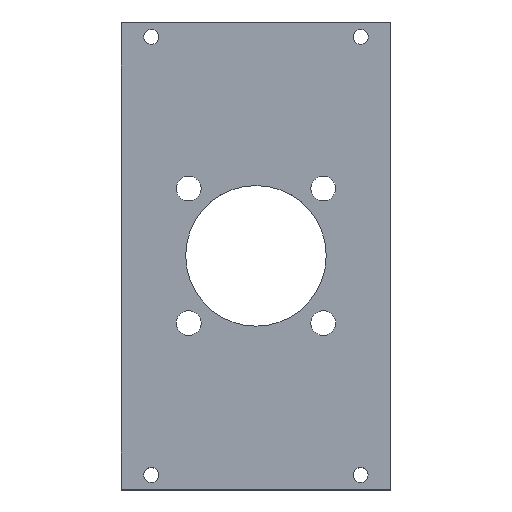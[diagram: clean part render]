
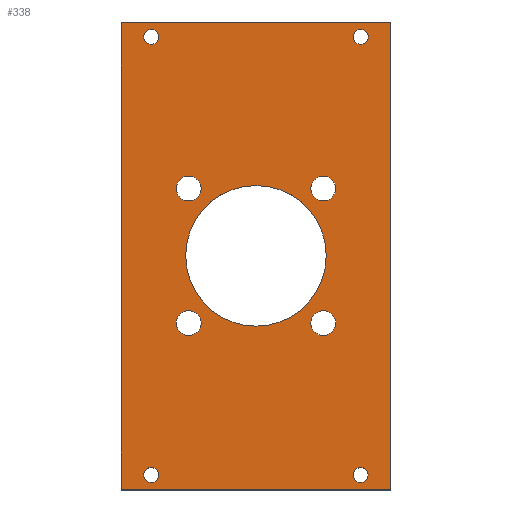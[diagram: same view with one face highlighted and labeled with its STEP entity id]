
A CAD part, top view. The second image highlights one B-rep face of the part: STEP entity #338.
In plain terms, the highlighted planar face has unit normal (0, 0, 1).
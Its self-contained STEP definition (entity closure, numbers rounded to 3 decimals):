
#33=FACE_BOUND('',#94,.T.);
#34=FACE_BOUND('',#95,.T.);
#35=FACE_BOUND('',#96,.T.);
#36=FACE_BOUND('',#97,.T.);
#37=FACE_BOUND('',#98,.T.);
#38=FACE_BOUND('',#99,.T.);
#39=FACE_BOUND('',#100,.T.);
#40=FACE_BOUND('',#101,.T.);
#41=FACE_BOUND('',#102,.T.);
#51=CIRCLE('',#373,2.5);
#52=CIRCLE('',#375,2.5);
#53=CIRCLE('',#377,2.5);
#54=CIRCLE('',#379,2.5);
#55=CIRCLE('',#381,23.5);
#56=CIRCLE('',#382,4.15);
#57=CIRCLE('',#383,4.15);
#58=CIRCLE('',#384,4.15);
#59=CIRCLE('',#385,4.15);
#69=FACE_OUTER_BOUND('',#93,.T.);
#93=EDGE_LOOP('',(#285,#286,#287,#288,#289,#290,#291,#292,#293));
#94=EDGE_LOOP('',(#294));
#95=EDGE_LOOP('',(#295));
#96=EDGE_LOOP('',(#296));
#97=EDGE_LOOP('',(#297));
#98=EDGE_LOOP('',(#298));
#99=EDGE_LOOP('',(#299));
#100=EDGE_LOOP('',(#300));
#101=EDGE_LOOP('',(#301));
#102=EDGE_LOOP('',(#302));
#110=LINE('',#493,#136);
#111=LINE('',#495,#137);
#112=LINE('',#497,#138);
#113=LINE('',#499,#139);
#114=LINE('',#501,#140);
#115=LINE('',#503,#141);
#119=LINE('',#510,#145);
#123=LINE('',#536,#149);
#124=LINE('',#538,#150);
#136=VECTOR('',#397,10.);
#137=VECTOR('',#398,10.);
#138=VECTOR('',#399,10.);
#139=VECTOR('',#400,10.);
#140=VECTOR('',#401,10.);
#141=VECTOR('',#402,10.);
#145=VECTOR('',#408,10.);
#149=VECTOR('',#434,10.);
#150=VECTOR('',#437,10.);
#162=VERTEX_POINT('',#490);
#163=VERTEX_POINT('',#492);
#164=VERTEX_POINT('',#494);
#165=VERTEX_POINT('',#496);
#166=VERTEX_POINT('',#498);
#167=VERTEX_POINT('',#500);
#168=VERTEX_POINT('',#502);
#170=VERTEX_POINT('',#508);
#181=VERTEX_POINT('',#534);
#182=VERTEX_POINT('',#540);
#183=VERTEX_POINT('',#544);
#184=VERTEX_POINT('',#548);
#185=VERTEX_POINT('',#552);
#186=VERTEX_POINT('',#556);
#187=VERTEX_POINT('',#558);
#188=VERTEX_POINT('',#560);
#189=VERTEX_POINT('',#562);
#190=VERTEX_POINT('',#564);
#193=EDGE_CURVE('',#163,#162,#110,.T.);
#194=EDGE_CURVE('',#164,#163,#111,.T.);
#195=EDGE_CURVE('',#165,#164,#112,.T.);
#196=EDGE_CURVE('',#166,#165,#113,.T.);
#197=EDGE_CURVE('',#167,#166,#114,.T.);
#198=EDGE_CURVE('',#168,#167,#115,.T.);
#202=EDGE_CURVE('',#170,#162,#119,.T.);
#215=EDGE_CURVE('',#170,#181,#123,.T.);
#216=EDGE_CURVE('',#168,#181,#124,.T.);
#217=EDGE_CURVE('',#182,#182,#51,.T.);
#219=EDGE_CURVE('',#183,#183,#52,.T.);
#221=EDGE_CURVE('',#184,#184,#53,.T.);
#223=EDGE_CURVE('',#185,#185,#54,.T.);
#225=EDGE_CURVE('',#186,#186,#55,.T.);
#226=EDGE_CURVE('',#187,#187,#56,.T.);
#227=EDGE_CURVE('',#188,#188,#57,.T.);
#228=EDGE_CURVE('',#189,#189,#58,.T.);
#229=EDGE_CURVE('',#190,#190,#59,.T.);
#285=ORIENTED_EDGE('',*,*,#193,.T.);
#286=ORIENTED_EDGE('',*,*,#202,.F.);
#287=ORIENTED_EDGE('',*,*,#215,.T.);
#288=ORIENTED_EDGE('',*,*,#216,.F.);
#289=ORIENTED_EDGE('',*,*,#198,.T.);
#290=ORIENTED_EDGE('',*,*,#197,.T.);
#291=ORIENTED_EDGE('',*,*,#196,.T.);
#292=ORIENTED_EDGE('',*,*,#195,.T.);
#293=ORIENTED_EDGE('',*,*,#194,.T.);
#294=ORIENTED_EDGE('',*,*,#217,.T.);
#295=ORIENTED_EDGE('',*,*,#219,.T.);
#296=ORIENTED_EDGE('',*,*,#221,.T.);
#297=ORIENTED_EDGE('',*,*,#223,.T.);
#298=ORIENTED_EDGE('',*,*,#225,.T.);
#299=ORIENTED_EDGE('',*,*,#226,.F.);
#300=ORIENTED_EDGE('',*,*,#227,.F.);
#301=ORIENTED_EDGE('',*,*,#228,.F.);
#302=ORIENTED_EDGE('',*,*,#229,.F.);
#328=PLANE('',#380);
#338=ADVANCED_FACE('',(#69,#33,#34,#35,#36,#37,#38,#39,#40,#41),#328,.F.);
#373=AXIS2_PLACEMENT_3D('',#541,#440,#441);
#375=AXIS2_PLACEMENT_3D('',#545,#445,#446);
#377=AXIS2_PLACEMENT_3D('',#549,#450,#451);
#379=AXIS2_PLACEMENT_3D('',#553,#455,#456);
#380=AXIS2_PLACEMENT_3D('',#555,#458,#459);
#381=AXIS2_PLACEMENT_3D('',#557,#460,#461);
#382=AXIS2_PLACEMENT_3D('',#559,#462,#463);
#383=AXIS2_PLACEMENT_3D('',#561,#464,#465);
#384=AXIS2_PLACEMENT_3D('',#563,#466,#467);
#385=AXIS2_PLACEMENT_3D('',#565,#468,#469);
#397=DIRECTION('',(0.,-1.,0.));
#398=DIRECTION('',(0.,-1.,0.));
#399=DIRECTION('',(0.,-1.,0.));
#400=DIRECTION('',(0.,-1.,0.));
#401=DIRECTION('',(0.,-1.,0.));
#402=DIRECTION('',(0.,-1.,0.));
#408=DIRECTION('',(-1.,0.,0.));
#434=DIRECTION('',(0.,1.,0.));
#437=DIRECTION('',(1.,0.,0.));
#440=DIRECTION('center_axis',(0.,0.,-1.));
#441=DIRECTION('ref_axis',(-1.,0.,0.));
#445=DIRECTION('center_axis',(0.,0.,-1.));
#446=DIRECTION('ref_axis',(-1.,0.,0.));
#450=DIRECTION('center_axis',(0.,0.,-1.));
#451=DIRECTION('ref_axis',(-1.,0.,0.));
#455=DIRECTION('center_axis',(0.,0.,-1.));
#456=DIRECTION('ref_axis',(-1.,0.,0.));
#458=DIRECTION('center_axis',(0.,0.,-1.));
#459=DIRECTION('ref_axis',(-1.,0.,0.));
#460=DIRECTION('center_axis',(0.,0.,-1.));
#461=DIRECTION('ref_axis',(0.,1.,0.));
#462=DIRECTION('center_axis',(0.,0.,1.));
#463=DIRECTION('ref_axis',(0.,1.,0.));
#464=DIRECTION('center_axis',(0.,0.,1.));
#465=DIRECTION('ref_axis',(0.,1.,0.));
#466=DIRECTION('center_axis',(0.,0.,1.));
#467=DIRECTION('ref_axis',(0.,1.,0.));
#468=DIRECTION('center_axis',(0.,0.,1.));
#469=DIRECTION('ref_axis',(0.,1.,0.));
#490=CARTESIAN_POINT('',(-314.99,-33.25,588.8));
#492=CARTESIAN_POINT('',(-314.99,-23.25,588.8));
#493=CARTESIAN_POINT('',(-314.99,42.51,588.8));
#494=CARTESIAN_POINT('',(-314.99,-14.5,588.8));
#495=CARTESIAN_POINT('',(-314.99,42.51,588.8));
#496=CARTESIAN_POINT('',(-314.99,0.,588.8));
#497=CARTESIAN_POINT('',(-314.99,42.51,588.8));
#498=CARTESIAN_POINT('',(-314.99,90.,588.8));
#499=CARTESIAN_POINT('',(-314.99,42.51,588.8));
#500=CARTESIAN_POINT('',(-314.99,113.25,588.8));
#501=CARTESIAN_POINT('',(-314.99,42.51,588.8));
#502=CARTESIAN_POINT('',(-314.99,123.25,588.8));
#503=CARTESIAN_POINT('',(-314.99,42.51,588.8));
#508=CARTESIAN_POINT('',(-224.989,-33.25,588.8));
#510=CARTESIAN_POINT('',(-269.989,-33.25,588.8));
#534=CARTESIAN_POINT('',(-224.989,123.25,588.8));
#536=CARTESIAN_POINT('',(-224.989,-31.431,588.8));
#538=CARTESIAN_POINT('',(-224.979,123.25,588.8));
#540=CARTESIAN_POINT('',(-232.479,118.25,588.8));
#541=CARTESIAN_POINT('Origin',(-234.979,118.25,588.8));
#544=CARTESIAN_POINT('',(-232.5,-28.25,588.8));
#545=CARTESIAN_POINT('Origin',(-235.,-28.25,588.8));
#548=CARTESIAN_POINT('',(-302.5,118.25,588.8));
#549=CARTESIAN_POINT('Origin',(-305.,118.25,588.8));
#552=CARTESIAN_POINT('',(-302.5,-28.25,588.8));
#553=CARTESIAN_POINT('Origin',(-305.,-28.25,588.8));
#555=CARTESIAN_POINT('Origin',(-224.979,-33.931,588.8));
#556=CARTESIAN_POINT('',(-270.,21.55,588.8));
#557=CARTESIAN_POINT('Origin',(-270.,45.05,588.8));
#558=CARTESIAN_POINT('',(-292.5,63.4,588.8));
#559=CARTESIAN_POINT('Origin',(-292.5,67.55,588.8));
#560=CARTESIAN_POINT('',(-247.5,63.4,588.8));
#561=CARTESIAN_POINT('Origin',(-247.5,67.55,588.8));
#562=CARTESIAN_POINT('',(-292.5,18.4,588.8));
#563=CARTESIAN_POINT('Origin',(-292.5,22.55,588.8));
#564=CARTESIAN_POINT('',(-247.5,18.4,588.8));
#565=CARTESIAN_POINT('Origin',(-247.5,22.55,588.8));
